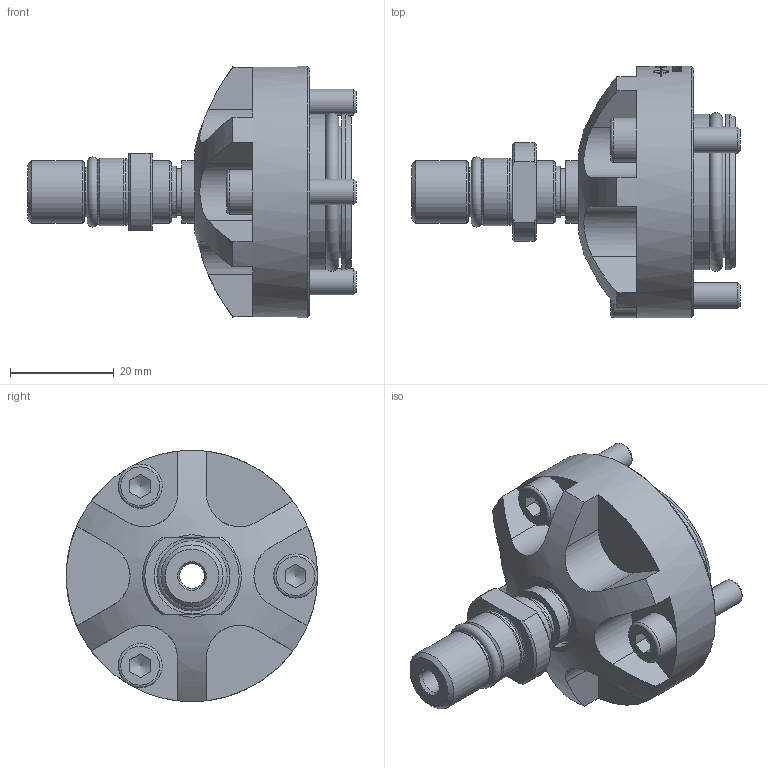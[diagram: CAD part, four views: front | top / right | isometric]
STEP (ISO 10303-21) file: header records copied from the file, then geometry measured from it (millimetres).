
FILE_DESCRIPTION(/* description */ (''),/* implementation_level */ '2;1');
FILE_NAME(/* name */ '1154-004-109-IC.stp',/* time_stamp */ '2020-05-18T16:20:17-05:00',/* author */ ('Moorera'),/* organization */ (''),/* preprocessor_version */ 'ST-DEVELOPER v18.1',/* originating_system */ 'Autodesk Inventor 2020',/* authorisation */ '');
FILE_SCHEMA (('AUTOMOTIVE_DESIGN { 1 0 10303 214 3 1 1 }'));
Products named in the file (1): 1154-004-109-IC
Bounding box: 63.4 x 48.5 x 48.5 mm (x, y, z)
Volume: 36408.9 mm3; surface area: 14111.2 mm2
Topology: 3 solids, 3 shells, 434 faces, 1158 edges, 785 vertices
Faces by surface type: plane 165, bspline 159, cylinder 70, cone 23, torus 16, sphere 1
Full cylindrical faces by diameter (mm): 4.75 x1, 5 x3, 5.5 x3, 6.785 x1, 6.985 x2, 8.5 x3, 8.6 x1, 9 x1, 9.5 x1, 10 x1, 12 x3, 12.794 x1, 12.994 x1, 14 x1, 18 x1, 25.4 x1, 30 x2, 48.5 x1
Entity records: 48406 total; most frequent: CARTESIAN_POINT 37881, ORIENTED_EDGE 2310, DIRECTION 1857, EDGE_CURVE 1155, VERTEX_POINT 785, AXIS2_PLACEMENT_3D 706, EDGE_LOOP 498, LINE 445
